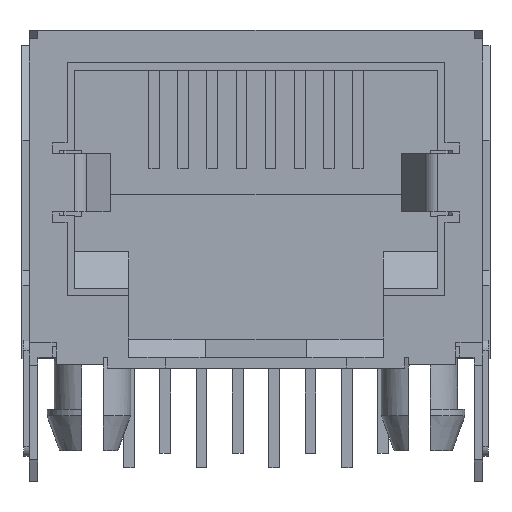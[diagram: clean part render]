
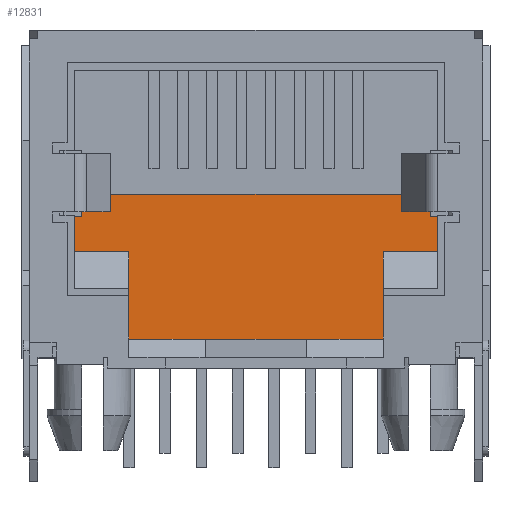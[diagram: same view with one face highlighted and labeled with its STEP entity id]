
A CAD part, top view. The second image highlights one B-rep face of the part: STEP entity #12831.
In plain terms, the highlighted planar face has unit normal (0, 0, 1).
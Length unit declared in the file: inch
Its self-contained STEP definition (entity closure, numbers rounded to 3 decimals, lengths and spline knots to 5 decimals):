
#4211=DIRECTION('',(0.,-1.,0.));
#4212=VECTOR('',#4211,0.03);
#4213=CARTESIAN_POINT('',(0.24,0.225,0.27));
#4214=LINE('',#4213,#4212);
#4215=DIRECTION('',(-1.,0.,0.));
#4216=VECTOR('',#4215,0.01);
#4217=CARTESIAN_POINT('',(0.25,0.195,0.27));
#4218=LINE('',#4217,#4216);
#4219=DIRECTION('',(0.,1.,0.));
#4220=VECTOR('',#4219,0.05);
#4221=CARTESIAN_POINT('',(0.25,0.145,0.27));
#4222=LINE('',#4221,#4220);
#4223=DIRECTION('',(1.,0.,0.));
#4224=VECTOR('',#4223,0.075);
#4225=CARTESIAN_POINT('',(0.175,0.145,0.27));
#4226=LINE('',#4225,#4224);
#4227=DIRECTION('',(0.,1.,0.));
#4228=VECTOR('',#4227,0.12);
#4229=CARTESIAN_POINT('',(0.175,0.025,0.27));
#4230=LINE('',#4229,#4228);
#4231=DIRECTION('',(1.,0.,0.));
#4232=VECTOR('',#4231,0.35);
#4233=CARTESIAN_POINT('',(-0.175,0.025,0.27));
#4234=LINE('',#4233,#4232);
#4235=DIRECTION('',(0.,-1.,0.));
#4236=VECTOR('',#4235,0.12);
#4237=CARTESIAN_POINT('',(-0.175,0.145,0.27));
#4238=LINE('',#4237,#4236);
#4239=DIRECTION('',(1.,0.,0.));
#4240=VECTOR('',#4239,0.075);
#4241=CARTESIAN_POINT('',(-0.25,0.145,0.27));
#4242=LINE('',#4241,#4240);
#4243=DIRECTION('',(0.,-1.,0.));
#4244=VECTOR('',#4243,0.05);
#4245=CARTESIAN_POINT('',(-0.25,0.195,0.27));
#4246=LINE('',#4245,#4244);
#4247=DIRECTION('',(1.,0.,0.));
#4248=VECTOR('',#4247,0.01);
#4249=CARTESIAN_POINT('',(-0.25,0.195,0.27));
#4250=LINE('',#4249,#4248);
#4251=DIRECTION('',(0.,-1.,0.));
#4252=VECTOR('',#4251,0.03);
#4253=CARTESIAN_POINT('',(-0.24,0.225,0.27));
#4254=LINE('',#4253,#4252);
#4255=DIRECTION('',(1.,0.,0.));
#4256=VECTOR('',#4255,0.48);
#4257=CARTESIAN_POINT('',(-0.24,0.225,0.27));
#4258=LINE('',#4257,#4256);
#5271=CARTESIAN_POINT('',(-0.25,0.145,0.27));
#5272=CARTESIAN_POINT('',(-0.175,0.145,0.27));
#5273=VERTEX_POINT('',#5271);
#5274=VERTEX_POINT('',#5272);
#5275=CARTESIAN_POINT('',(-0.175,0.025,0.27));
#5276=VERTEX_POINT('',#5275);
#5277=CARTESIAN_POINT('',(0.175,0.025,0.27));
#5278=VERTEX_POINT('',#5277);
#5279=CARTESIAN_POINT('',(0.175,0.145,0.27));
#5280=VERTEX_POINT('',#5279);
#5281=CARTESIAN_POINT('',(0.25,0.145,0.27));
#5282=VERTEX_POINT('',#5281);
#5359=CARTESIAN_POINT('',(0.24,0.225,0.27));
#5360=CARTESIAN_POINT('',(0.24,0.195,0.27));
#5361=VERTEX_POINT('',#5359);
#5362=VERTEX_POINT('',#5360);
#5363=CARTESIAN_POINT('',(0.25,0.195,0.27));
#5364=VERTEX_POINT('',#5363);
#5377=CARTESIAN_POINT('',(-0.24,0.225,0.27));
#5378=VERTEX_POINT('',#5377);
#5387=CARTESIAN_POINT('',(-0.25,0.195,0.27));
#5388=CARTESIAN_POINT('',(-0.24,0.195,0.27));
#5389=VERTEX_POINT('',#5387);
#5390=VERTEX_POINT('',#5388);
#12805=CARTESIAN_POINT('',(0.,0.,0.27));
#12806=DIRECTION('',(0.,0.,1.));
#12807=DIRECTION('',(1.,0.,0.));
#12808=AXIS2_PLACEMENT_3D('',#12805,#12806,#12807);
#12809=PLANE('',#12808);
#12811=ORIENTED_EDGE('',*,*,#12810,.T.);
#12812=ORIENTED_EDGE('',*,*,#12792,.F.);
#12813=ORIENTED_EDGE('',*,*,#12763,.F.);
#12815=ORIENTED_EDGE('',*,*,#12814,.F.);
#12816=ORIENTED_EDGE('',*,*,#12450,.F.);
#12818=ORIENTED_EDGE('',*,*,#12817,.F.);
#12819=ORIENTED_EDGE('',*,*,#12508,.F.);
#12821=ORIENTED_EDGE('',*,*,#12820,.F.);
#12822=ORIENTED_EDGE('',*,*,#12713,.F.);
#12824=ORIENTED_EDGE('',*,*,#12823,.T.);
#12826=ORIENTED_EDGE('',*,*,#12825,.F.);
#12828=ORIENTED_EDGE('',*,*,#12827,.T.);
#12829=EDGE_LOOP('',(#12811,#12812,#12813,#12815,#12816,#12818,#12819,#12821,
#12822,#12824,#12826,#12828));
#12830=FACE_OUTER_BOUND('',#12829,.F.);
#12831=ADVANCED_FACE('',(#12830),#12809,.T.);
#12450=EDGE_CURVE('',#5278,#5280,#4230,.T.);
#12508=EDGE_CURVE('',#5274,#5276,#4238,.T.);
#12713=EDGE_CURVE('',#5389,#5273,#4246,.T.);
#12763=EDGE_CURVE('',#5282,#5364,#4222,.T.);
#12792=EDGE_CURVE('',#5364,#5362,#4218,.T.);
#12810=EDGE_CURVE('',#5361,#5362,#4214,.T.);
#12814=EDGE_CURVE('',#5280,#5282,#4226,.T.);
#12817=EDGE_CURVE('',#5276,#5278,#4234,.T.);
#12820=EDGE_CURVE('',#5273,#5274,#4242,.T.);
#12823=EDGE_CURVE('',#5389,#5390,#4250,.T.);
#12825=EDGE_CURVE('',#5378,#5390,#4254,.T.);
#12827=EDGE_CURVE('',#5378,#5361,#4258,.T.);
